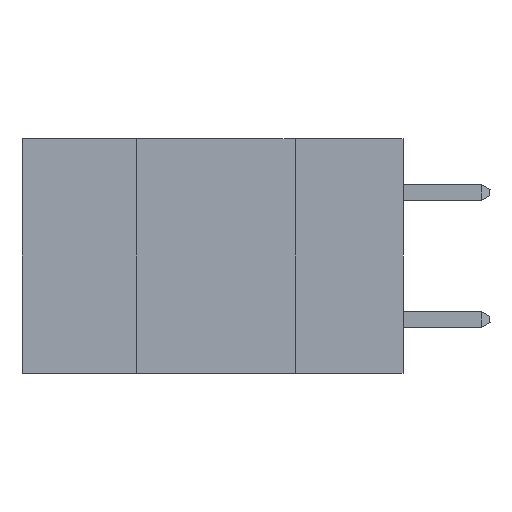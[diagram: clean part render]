
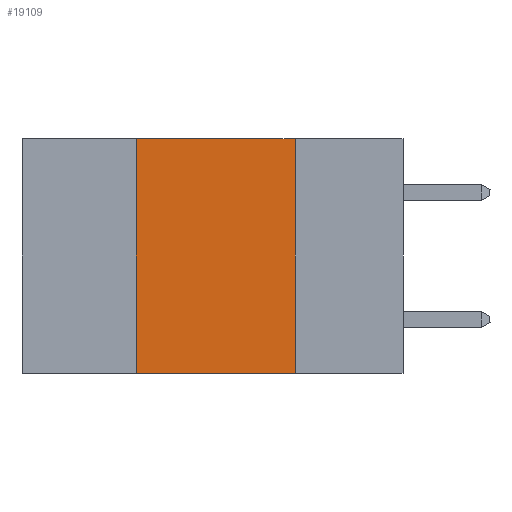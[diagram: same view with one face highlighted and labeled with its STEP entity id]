
A CAD part, left-side view. The second image highlights one B-rep face of the part: STEP entity #19109.
In plain terms, the highlighted planar face has unit normal (-1, 0, 0).
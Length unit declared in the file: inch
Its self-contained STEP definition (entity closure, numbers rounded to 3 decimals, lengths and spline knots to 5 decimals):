
#761 = CARTESIAN_POINT ( 'NONE',  ( 0., 0.17, -0.37 ) ) ;
#1643 = VECTOR ( 'NONE', #8563, 39.37008 ) ;
#3182 = EDGE_CURVE ( 'NONE', #17073, #8221, #11733, .T. ) ;
#3679 = PLANE ( 'NONE',  #6163 ) ;
#4487 = LINE ( 'NONE', #6442, #16346 ) ;
#4883 = ORIENTED_EDGE ( 'NONE', *, *, #3182, .F. ) ;
#5359 = DIRECTION ( 'NONE',  ( 0., -1., 0. ) ) ;
#5760 = CARTESIAN_POINT ( 'NONE',  ( 0., 0.42, 0. ) ) ;
#6163 = AXIS2_PLACEMENT_3D ( 'NONE', #6501, #9816, #6566 ) ;
#6442 = CARTESIAN_POINT ( 'NONE',  ( 0., 0.17, 0. ) ) ;
#6501 = CARTESIAN_POINT ( 'NONE',  ( 0., 0.6, 0. ) ) ;
#6566 = DIRECTION ( 'NONE',  ( 0., 0., -1. ) ) ;
#8221 = VERTEX_POINT ( 'NONE', #12327 ) ;
#8563 = DIRECTION ( 'NONE',  ( 0., 0., 1. ) ) ;
#8976 = VERTEX_POINT ( 'NONE', #761 ) ;
#9816 = DIRECTION ( 'NONE',  ( 1., 0., 0. ) ) ;
#10176 = DIRECTION ( 'NONE',  ( 0., -1., 0. ) ) ;
#10865 = VECTOR ( 'NONE', #5359, 39.37008 ) ;
#11550 = CARTESIAN_POINT ( 'NONE',  ( 0., 0.42, 0. ) ) ;
#11733 = LINE ( 'NONE', #17901, #16842 ) ;
#12327 = CARTESIAN_POINT ( 'NONE',  ( 0., 0.17, 0. ) ) ;
#12635 = EDGE_CURVE ( 'NONE', #8221, #8976, #4487, .T. ) ;
#12802 = CARTESIAN_POINT ( 'NONE',  ( 0., 0.42, -0.37 ) ) ;
#13402 = DIRECTION ( 'NONE',  ( 0., 0., -1. ) ) ;
#13499 = LINE ( 'NONE', #11550, #1643 ) ;
#14311 = ORIENTED_EDGE ( 'NONE', *, *, #14400, .F. ) ;
#14400 = EDGE_CURVE ( 'NONE', #19847, #17073, #13499, .T. ) ;
#14713 = CARTESIAN_POINT ( 'NONE',  ( 0., 0.6, -0.37 ) ) ;
#16346 = VECTOR ( 'NONE', #13402, 39.37008 ) ;
#16362 = ORIENTED_EDGE ( 'NONE', *, *, #19299, .T. ) ;
#16414 = FACE_OUTER_BOUND ( 'NONE', #19982, .T. ) ;
#16842 = VECTOR ( 'NONE', #10176, 39.37008 ) ;
#17073 = VERTEX_POINT ( 'NONE', #5760 ) ;
#17641 = LINE ( 'NONE', #14713, #10865 ) ;
#17901 = CARTESIAN_POINT ( 'NONE',  ( 0., 0.6, 0. ) ) ;
#19109 = ADVANCED_FACE ( 'NONE', ( #16414 ), #3679, .F. ) ;
#19299 = EDGE_CURVE ( 'NONE', #19847, #8976, #17641, .T. ) ;
#19410 = ORIENTED_EDGE ( 'NONE', *, *, #12635, .F. ) ;
#19847 = VERTEX_POINT ( 'NONE', #12802 ) ;
#19982 = EDGE_LOOP ( 'NONE', ( #19410, #4883, #14311, #16362 ) ) ;
